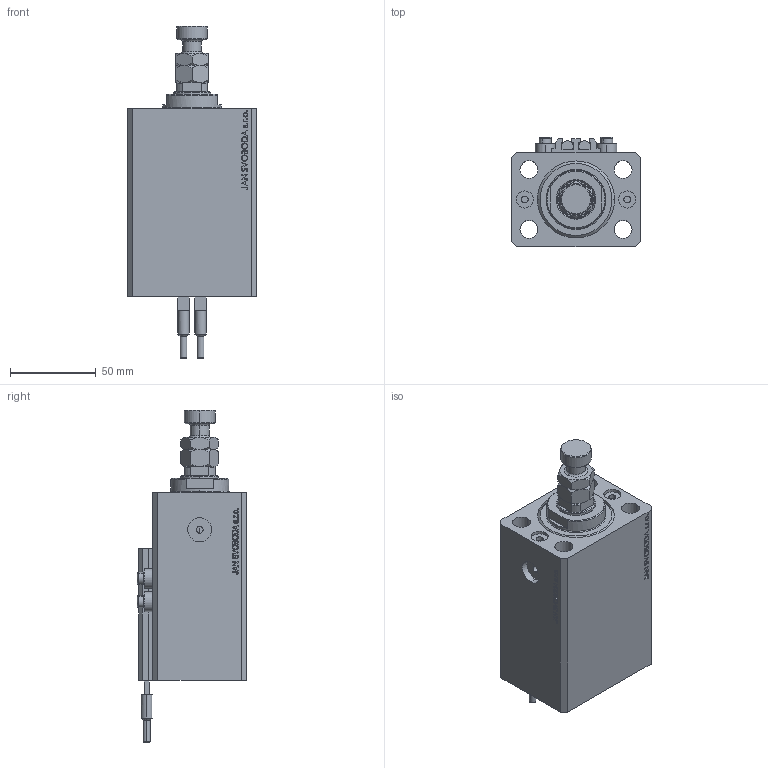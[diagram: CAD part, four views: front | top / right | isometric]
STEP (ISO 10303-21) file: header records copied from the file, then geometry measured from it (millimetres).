
FILE_DESCRIPTION (( 'STEP AP203' ), '1' );
FILE_NAME ('9ab9.STEP', '2024-06-04T13:31:19', ( '' ), ( '' ), 'SwSTEP 2.0', 'SolidWorks 2019', '' );
FILE_SCHEMA (( 'CONFIG_CONTROL_DESIGN' ));
Length unit declared in the file: millimetre
Products named in the file (7): V250CE_VC_C 470ca8fc10330aea65f7881146f2414e; V250CE_C_VCP 470ca8fc10330aea65f7881146f2414e; 9ab9; ALLEN BOLT V250CE 470ca8fc10330aea65f7881146f2414e; SWITCH_V250CE 470ca8fc10330aea65f7881146f2414e; MFA 470ca8fc10330aea65f7881146f2414e; V250CE_C_Body 470ca8fc10330aea65f7881146f2414e
Assembly tree (10 placements, depth 2):
  9ab9
    V250CE_C_Body 470ca8fc10330aea65f7881146f2414e
    ALLEN BOLT V250CE 470ca8fc10330aea65f7881146f2414e  x4
    V250CE_C_VCP 470ca8fc10330aea65f7881146f2414e
    V250CE_VC_C 470ca8fc10330aea65f7881146f2414e
    MFA 470ca8fc10330aea65f7881146f2414e
    SWITCH_V250CE 470ca8fc10330aea65f7881146f2414e  x2
Bounding box: 75 x 64 x 194 mm (x, y, z)
Volume: 420571.9 mm3; surface area: 96564.5 mm2
Topology: 11 solids, 11 shells, 1138 faces, 2814 edges, 1819 vertices
Faces by surface type: plane 552, bspline 374, cylinder 102, cone 88, torus 22
Entity records: 49708 total; most frequent: CARTESIAN_POINT 26525, ORIENTED_EDGE 5210, DIRECTION 3371, EDGE_CURVE 2605, VERTEX_POINT 1705, VECTOR 1537, LINE 1537, EDGE_LOOP 1162
